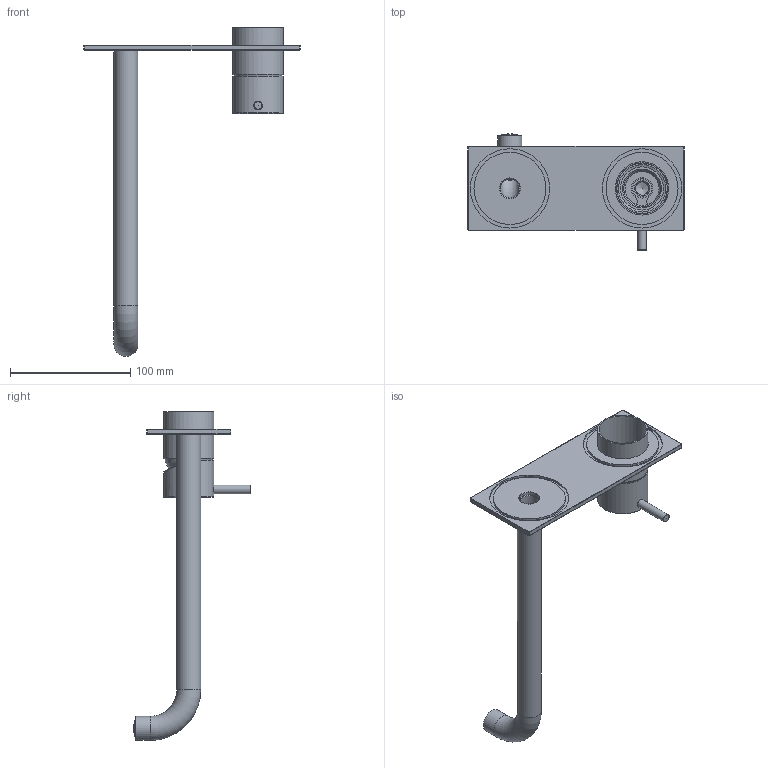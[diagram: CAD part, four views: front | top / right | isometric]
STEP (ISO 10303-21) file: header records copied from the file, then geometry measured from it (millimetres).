
FILE_DESCRIPTION(/* description */ ('Unknown'),/* implementation_level */ '2;1');
FILE_NAME(/* name */ 'CB106-25',/* time_stamp */ '2023-11-20T14:42:26+01:00',/* author */ ('Unknown'),/* organization */ ('Unknown'),/* preprocessor_version */ 'ST-DEVELOPER v18.102',/* originating_system */ 'Solid Edge',/* authorisation */ 'Unknown');
FILE_SCHEMA (('AUTOMOTIVE_DESIGN {1 0 10303 214 3 1 1}'));
Length unit declared in the file: millimetre
Products named in the file (12): CB106EXT25-00; CB031-11; CB105-001_oa_0; CB105-01; CB003-08; CB095-001-25; CB095-08; CB095-04; CB006FL-00_oa_1; CB006-03; CB003-002_oa_2; CB003-002-1
Assembly tree (11 placements, depth 3):
  CB106EXT25-00
    CB031-11
    CB105-001_oa_0
      CB105-01
      CB003-08
    CB095-001-25
      CB095-08
      CB095-04
    CB006FL-00_oa_1
      CB006-03
    CB003-002_oa_2
      CB003-002-1
Bounding box: 180 x 97.52 x 273.8 mm (x, y, z)
Volume: 96558.1 mm3; surface area: 83871.9 mm2
Topology: 7 solids, 7 shells, 324 faces, 798 edges, 513 vertices
Faces by surface type: plane 166, cylinder 60, bspline 42, torus 34, cone 17, sphere 5
Full cylindrical faces by diameter (mm): 3.3 x2, 4 x1, 5 x2, 6 x1, 7 x1, 7.2 x1, 11 x1, 12.196 x1, 13.464 x1, 14.577 x1, 15.033 x1, 15.218 x1, 15.229 x1, 16 x3, 16.1 x2, 16.3 x1, 16.5 x2, 16.75 x1, 17 x1, 20 x2, 20.5 x1, 28.3 x1, 30.376 x2, 36 x1, 39 x1, 39.5 x1, 42 x2, 42.5 x2, 44.4 x1, 60 x2
Entity records: 11388 total; most frequent: CARTESIAN_POINT 2530, ORIENTED_EDGE 1378, DIRECTION 1297, EDGE_CURVE 689, AXIS2_PLACEMENT_3D 498, VERTEX_POINT 490, FACE_BOUND 449, EDGE_LOOP 446
